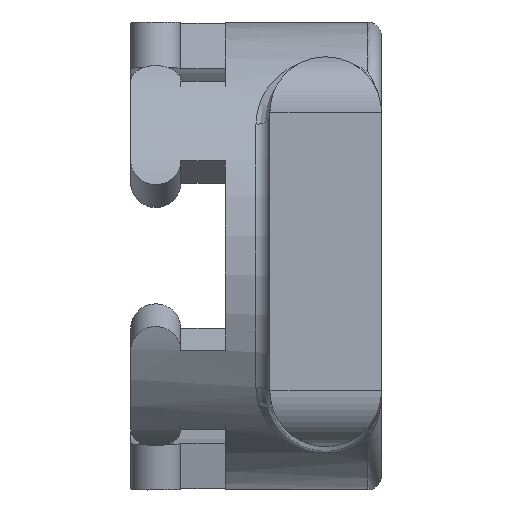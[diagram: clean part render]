
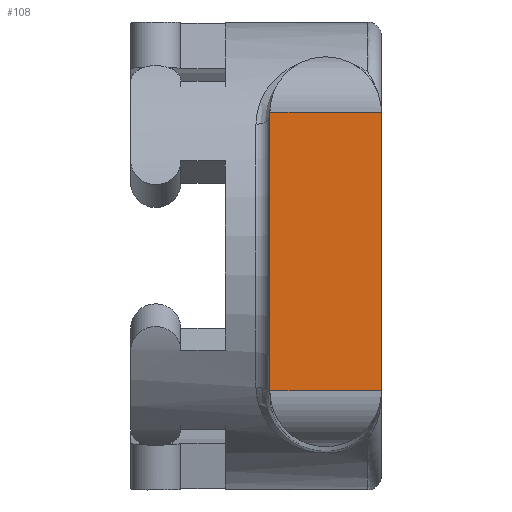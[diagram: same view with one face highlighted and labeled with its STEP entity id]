
A CAD part, top view. The second image highlights one B-rep face of the part: STEP entity #108.
In plain terms, the highlighted planar face has unit normal (0, 0, 1).
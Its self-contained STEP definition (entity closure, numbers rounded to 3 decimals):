
#108 = ADVANCED_FACE( '', ( #242 ), #243, .T. );
#242 = FACE_OUTER_BOUND( '', #783, .T. );
#243 = PLANE( '', #784 );
#783 = EDGE_LOOP( '', ( #1410, #1411, #1412, #1413 ) );
#784 = AXIS2_PLACEMENT_3D( '', #1414, #1415, #1416 );
#1410 = ORIENTED_EDGE( '', *, *, #1798, .F. );
#1411 = ORIENTED_EDGE( '', *, *, #1799, .T. );
#1412 = ORIENTED_EDGE( '', *, *, #1800, .T. );
#1413 = ORIENTED_EDGE( '', *, *, #1801, .T. );
#1414 = CARTESIAN_POINT( '', ( 5., 7., 90. ) );
#1415 = DIRECTION( '', ( 0., 0., 1. ) );
#1416 = DIRECTION( '', ( 1., 0., 0. ) );
#1798 = EDGE_CURVE( '', #2018, #1913, #2031, .T. );
#1799 = EDGE_CURVE( '', #2018, #2022, #2032, .F. );
#1800 = EDGE_CURVE( '', #2022, #1917, #2033, .T. );
#1801 = EDGE_CURVE( '', #1917, #1913, #2034, .T. );
#1913 = VERTEX_POINT( '', #2329 );
#1917 = VERTEX_POINT( '', #2334 );
#2018 = VERTEX_POINT( '', #2711 );
#2022 = VERTEX_POINT( '', #2795 );
#2031 = LINE( '', #2805, #2806 );
#2032 = LINE( '', #2807, #2808 );
#2033 = LINE( '', #2809, #2810 );
#2034 = LINE( '', #2811, #2812 );
#2329 = CARTESIAN_POINT( '', ( 9., -5., 90. ) );
#2334 = CARTESIAN_POINT( '', ( 5., -5., 90. ) );
#2711 = CARTESIAN_POINT( '', ( 9., 5., 90. ) );
#2795 = CARTESIAN_POINT( '', ( 5., 5., 90. ) );
#2805 = CARTESIAN_POINT( '', ( 9., 7., 90. ) );
#2806 = VECTOR( '', #3278, 1000. );
#2807 = CARTESIAN_POINT( '', ( 5., 5., 90. ) );
#2808 = VECTOR( '', #3279, 1000. );
#2809 = CARTESIAN_POINT( '', ( 5., 7., 90. ) );
#2810 = VECTOR( '', #3280, 1000. );
#2811 = CARTESIAN_POINT( '', ( 5., -5., 90. ) );
#2812 = VECTOR( '', #3281, 1000. );
#3278 = DIRECTION( '', ( 0., -1., 0. ) );
#3279 = DIRECTION( '', ( 1., 0., 0. ) );
#3280 = DIRECTION( '', ( 0., -1., 0. ) );
#3281 = DIRECTION( '', ( 1., 0., 0. ) );
